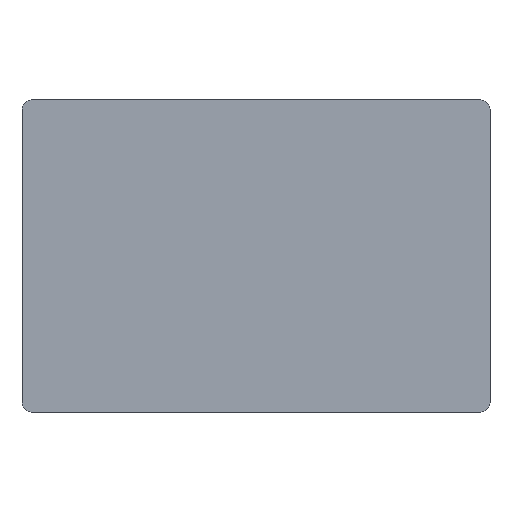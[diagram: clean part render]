
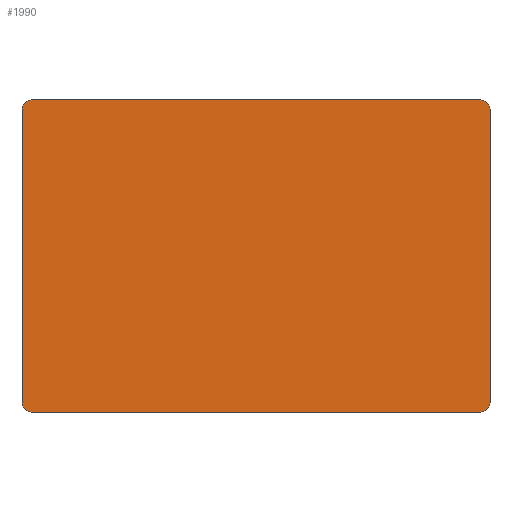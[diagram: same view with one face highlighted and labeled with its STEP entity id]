
A CAD part, front view. The second image highlights one B-rep face of the part: STEP entity #1990.
In plain terms, the highlighted planar face has unit normal (0, -1, 0).
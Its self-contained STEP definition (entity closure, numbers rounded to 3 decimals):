
#6 = CARTESIAN_POINT ( 'NONE',  ( -9., -6., 3. ) ) ;
#37 = VERTEX_POINT ( 'NONE', #2022 ) ;
#50 = VERTEX_POINT ( 'NONE', #757 ) ;
#69 = CARTESIAN_POINT ( 'NONE',  ( 138., -6., 0. ) ) ;
#114 = VERTEX_POINT ( 'NONE', #1248 ) ;
#174 = CIRCLE ( 'NONE', #795, 3. ) ;
#194 = DIRECTION ( 'NONE',  ( 0., 0., -1. ) ) ;
#205 = PLANE ( 'NONE',  #934 ) ;
#267 = EDGE_CURVE ( 'NONE', #836, #1173, #2096, .T. ) ;
#297 = CARTESIAN_POINT ( 'NONE',  ( -9., -6., -94. ) ) ;
#316 = DIRECTION ( 'NONE',  ( 0., 0., -1. ) ) ;
#344 = VECTOR ( 'NONE', #1961, 1000. ) ;
#345 = LINE ( 'NONE', #369, #393 ) ;
#369 = CARTESIAN_POINT ( 'NONE',  ( -12., -6., 0. ) ) ;
#393 = VECTOR ( 'NONE', #1007, 1000. ) ;
#396 = ORIENTED_EDGE ( 'NONE', *, *, #267, .T. ) ;
#471 = CARTESIAN_POINT ( 'NONE',  ( -9., -6., -97. ) ) ;
#526 = FACE_OUTER_BOUND ( 'NONE', #792, .T. ) ;
#534 = CARTESIAN_POINT ( 'NONE',  ( 135., -6., -94. ) ) ;
#643 = DIRECTION ( 'NONE',  ( 0., -1., 0. ) ) ;
#676 = ORIENTED_EDGE ( 'NONE', *, *, #1215, .T. ) ;
#692 = ORIENTED_EDGE ( 'NONE', *, *, #1428, .T. ) ;
#757 = CARTESIAN_POINT ( 'NONE',  ( 135., -6., 3. ) ) ;
#792 = EDGE_LOOP ( 'NONE', ( #1477, #396, #978, #692, #1110, #676, #1434, #1405 ) ) ;
#795 = AXIS2_PLACEMENT_3D ( 'NONE', #297, #1290, #316 ) ;
#806 = CARTESIAN_POINT ( 'NONE',  ( 135., -6., 0. ) ) ;
#836 = VERTEX_POINT ( 'NONE', #1656 ) ;
#843 = EDGE_CURVE ( 'NONE', #1828, #37, #1613, .T. ) ;
#884 = CARTESIAN_POINT ( 'NONE',  ( -12., -6., -94. ) ) ;
#934 = AXIS2_PLACEMENT_3D ( 'NONE', #534, #1997, #194 ) ;
#976 = LINE ( 'NONE', #471, #1839 ) ;
#978 = ORIENTED_EDGE ( 'NONE', *, *, #1854, .T. ) ;
#1007 = DIRECTION ( 'NONE',  ( 0., 0., -1. ) ) ;
#1020 = DIRECTION ( 'NONE',  ( 0., -1., 0. ) ) ;
#1089 = DIRECTION ( 'NONE',  ( 0., 0., 1. ) ) ;
#1110 = ORIENTED_EDGE ( 'NONE', *, *, #843, .T. ) ;
#1113 = DIRECTION ( 'NONE',  ( 1., 0., 0. ) ) ;
#1173 = VERTEX_POINT ( 'NONE', #69 ) ;
#1180 = CARTESIAN_POINT ( 'NONE',  ( 135., -6., -94. ) ) ;
#1215 = EDGE_CURVE ( 'NONE', #37, #2063, #345, .T. ) ;
#1248 = CARTESIAN_POINT ( 'NONE',  ( 135., -6., -97. ) ) ;
#1258 = LINE ( 'NONE', #6, #344 ) ;
#1266 = CARTESIAN_POINT ( 'NONE',  ( 138., -6., 0. ) ) ;
#1290 = DIRECTION ( 'NONE',  ( 0., -1., 0. ) ) ;
#1324 = VERTEX_POINT ( 'NONE', #2068 ) ;
#1347 = DIRECTION ( 'NONE',  ( 0., 0., -1. ) ) ;
#1405 = ORIENTED_EDGE ( 'NONE', *, *, #1530, .T. ) ;
#1415 = DIRECTION ( 'NONE',  ( 0., 0., 1. ) ) ;
#1428 = EDGE_CURVE ( 'NONE', #50, #1828, #1258, .T. ) ;
#1431 = CIRCLE ( 'NONE', #1465, 3. ) ;
#1434 = ORIENTED_EDGE ( 'NONE', *, *, #1890, .T. ) ;
#1465 = AXIS2_PLACEMENT_3D ( 'NONE', #1180, #1803, #1989 ) ;
#1477 = ORIENTED_EDGE ( 'NONE', *, *, #1556, .T. ) ;
#1506 = AXIS2_PLACEMENT_3D ( 'NONE', #1830, #1020, #1347 ) ;
#1530 = EDGE_CURVE ( 'NONE', #1324, #114, #976, .T. ) ;
#1556 = EDGE_CURVE ( 'NONE', #114, #836, #1431, .T. ) ;
#1604 = AXIS2_PLACEMENT_3D ( 'NONE', #806, #643, #1415 ) ;
#1613 = CIRCLE ( 'NONE', #1506, 3. ) ;
#1656 = CARTESIAN_POINT ( 'NONE',  ( 138., -6., -94. ) ) ;
#1757 = VECTOR ( 'NONE', #1089, 1000. ) ;
#1779 = CARTESIAN_POINT ( 'NONE',  ( -9., -6., 3. ) ) ;
#1803 = DIRECTION ( 'NONE',  ( 0., -1., 0. ) ) ;
#1828 = VERTEX_POINT ( 'NONE', #1779 ) ;
#1830 = CARTESIAN_POINT ( 'NONE',  ( -9., -6., 0. ) ) ;
#1839 = VECTOR ( 'NONE', #1113, 1000. ) ;
#1854 = EDGE_CURVE ( 'NONE', #1173, #50, #1915, .T. ) ;
#1890 = EDGE_CURVE ( 'NONE', #2063, #1324, #174, .T. ) ;
#1915 = CIRCLE ( 'NONE', #1604, 3. ) ;
#1961 = DIRECTION ( 'NONE',  ( -1., 0., 0. ) ) ;
#1989 = DIRECTION ( 'NONE',  ( 0., 0., -1. ) ) ;
#1990 = ADVANCED_FACE ( 'NONE', ( #526 ), #205, .T. ) ;
#1997 = DIRECTION ( 'NONE',  ( 0., -1., 0. ) ) ;
#2022 = CARTESIAN_POINT ( 'NONE',  ( -12., -6., 0. ) ) ;
#2063 = VERTEX_POINT ( 'NONE', #884 ) ;
#2068 = CARTESIAN_POINT ( 'NONE',  ( -9., -6., -97. ) ) ;
#2096 = LINE ( 'NONE', #1266, #1757 ) ;
